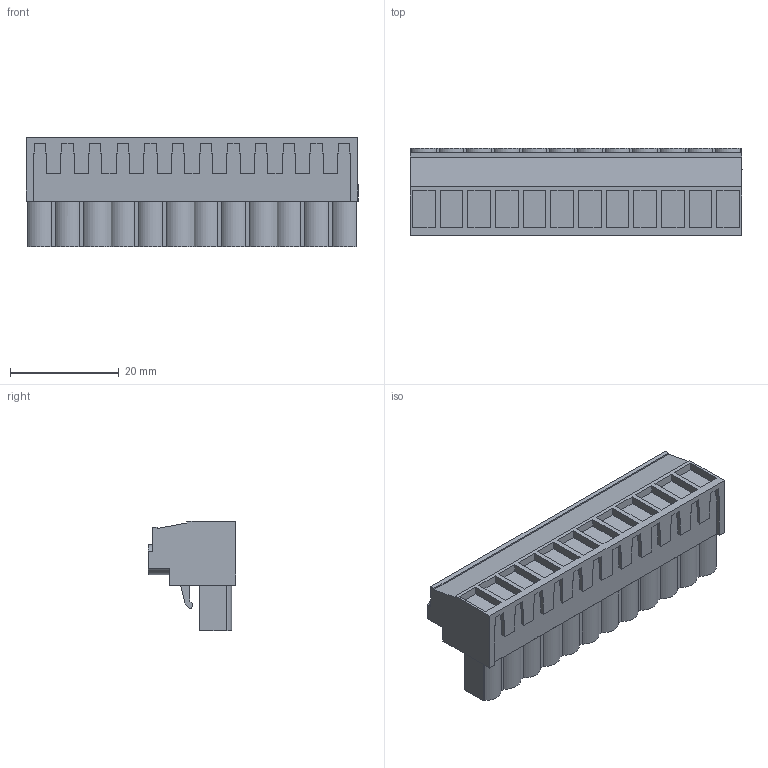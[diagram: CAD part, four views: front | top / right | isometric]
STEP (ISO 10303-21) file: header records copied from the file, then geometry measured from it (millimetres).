
FILE_DESCRIPTION(('CATIA V5 STEP','CAx-IF Rec.Pracs.--- Model Styling and Organization---1.2---2011-12-15'),'2;1');
FILE_NAME ('D1459899_0_1943910000_1943910000.stp','2017-05-22T12:41:36+00:00',('none'),('Weidmueller'),'CATIA Version 5-6 Release 2014','CATIA V5 STEP AP214','none');
FILE_SCHEMA(('AUTOMOTIVE_DESIGN { 1 0 10303 214 1 1 1 1 }'));
Length unit declared in the file: millimetre
Products named in the file (1): 1943910000
Bounding box: 60.96 x 16.1 x 20.05 mm (x, y, z)
Volume: 11342.2 mm3; surface area: 7240.3 mm2
Topology: 13 solids, 13 shells, 808 faces, 2281 edges, 1548 vertices
Faces by surface type: plane 696, cylinder 112
Entity records: 24429 total; most frequent: ORIENTED_EDGE 4562, CARTESIAN_POINT 4474, DIRECTION 3345, EDGE_CURVE 2281, VECTOR 2009, LINE 2009, VERTEX_POINT 1548, EDGE_LOOP 857
